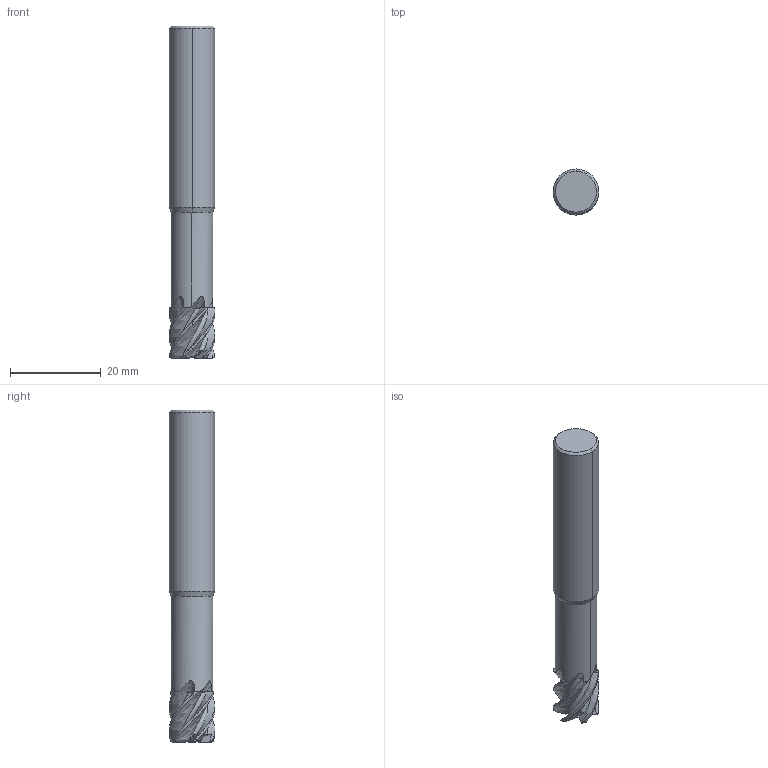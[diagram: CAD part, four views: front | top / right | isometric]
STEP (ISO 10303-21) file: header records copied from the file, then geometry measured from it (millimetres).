
FILE_DESCRIPTION(('no description'),'unknown implementation level');
FILE_NAME('K202253-10_0_5-Detail.stp',' ',('CIMSOURCE GmbH'),('CADClick - KiM GmbH - www.kimweb.de'),'unknown preprocess','ACIS','unknown authorization');
FILE_SCHEMA(('automotive_design'));
Length unit declared in the file: millimetre
Products named in the file (2): NOCUT; CUT
Bounding box: 10 x 10 x 73 mm (x, y, z)
Volume: 5073.2 mm3; surface area: 2914.6 mm2
Topology: 2 solids, 2 shells, 172 faces, 500 edges, 330 vertices
Faces by surface type: plane 74, bspline 48, cone 18, revolution 18, cylinder 8, torus 6
Entity records: 25153 total; most frequent: CARTESIAN_POINT 15538, STYLED_ITEM 1004, PRESENTATION_STYLE_ASSIGNMENT 1004, COLOUR_RGB 1004, ORIENTED_EDGE 1000, DIRECTION 636, EDGE_CURVE 500, CURVE_STYLE 500
